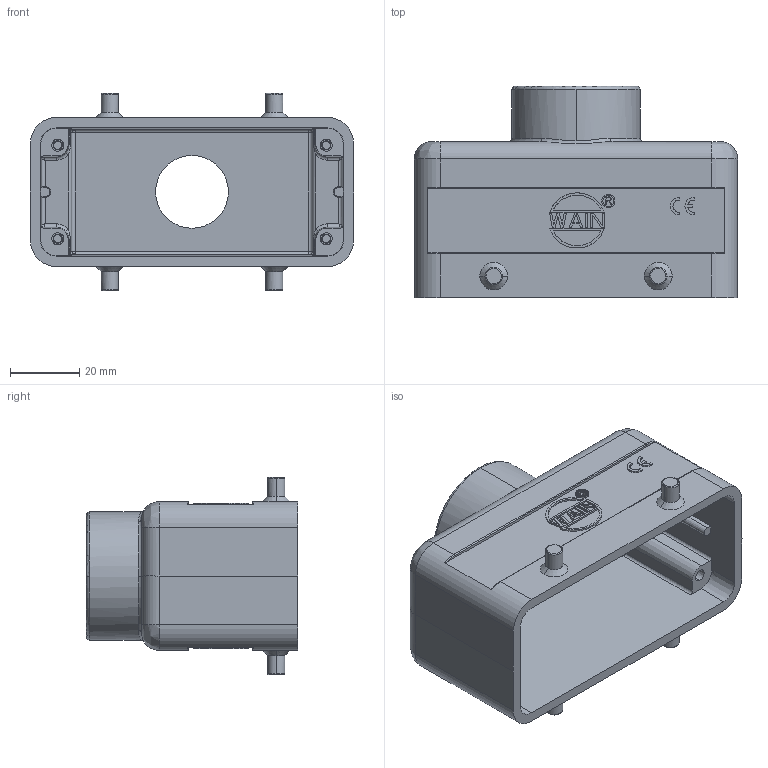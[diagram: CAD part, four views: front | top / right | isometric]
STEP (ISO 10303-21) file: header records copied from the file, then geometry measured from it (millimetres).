
FILE_DESCRIPTION((''),'2;1');
FILE_NAME('3D_1116164351003_EMC_H16B-TE-4B','2024-01-30T',('13034'),(''),'PRO/ENGINEER BY PARAMETRIC TECHNOLOGY CORPORATION, 2012480','PRO/ENGINEER BY PARAMETRIC TECHNOLOGY CORPORATION, 2012480','');
FILE_SCHEMA(('CONFIG_CONTROL_DESIGN'));
Length unit declared in the file: millimetre
Products named in the file (1): 3D_1116164351003_EMC_H16B-TE-4B
Bounding box: 93.5 x 61 x 57 mm (x, y, z)
Volume: 60277.9 mm3; surface area: 32690.2 mm2
Topology: 1 solids, 1 shells, 402 faces, 1015 edges, 650 vertices
Faces by surface type: plane 229, cylinder 63, cone 44, bspline 26, torus 26, extrusion 8, sphere 6
Entity records: 13496 total; most frequent: CARTESIAN_POINT 3864, ORIENTED_EDGE 2016, DIRECTION 1930, EDGE_CURVE 1008, VECTOR 662, LINE 654, VERTEX_POINT 650, AXIS2_PLACEMENT_3D 634
